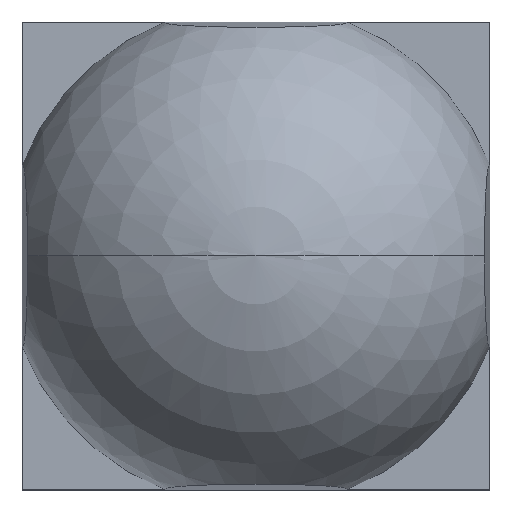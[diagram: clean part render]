
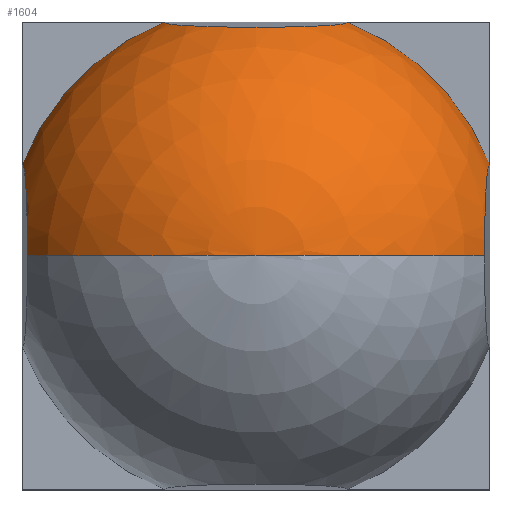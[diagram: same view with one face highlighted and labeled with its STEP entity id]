
A CAD part, top view. The second image highlights one B-rep face of the part: STEP entity #1604.
In plain terms, the highlighted spherical face has radius 1.85 mm.
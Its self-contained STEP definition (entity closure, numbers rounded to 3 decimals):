
#1405=CARTESIAN_POINT('',(1.72,0.09,0.));
#1406=DIRECTION('',(-0.999,-0.052,0.));
#1407=DIRECTION('',(0.007,-0.134,0.991));
#1408=AXIS2_PLACEMENT_3D('',#1405,#1406,#1407);
#1410=CARTESIAN_POINT('',(0.,0.,0.));
#1411=DIRECTION('',(0.,-1.,0.));
#1412=DIRECTION('',(0.932,0.,0.361));
#1413=AXIS2_PLACEMENT_3D('',#1410,#1411,#1412);
#1415=CARTESIAN_POINT('',(0.,0.09,1.72));
#1416=DIRECTION('',(0.,-0.052,-0.999));
#1417=DIRECTION('',(-0.991,-0.134,0.007));
#1418=AXIS2_PLACEMENT_3D('',#1415,#1416,#1417);
#1420=CARTESIAN_POINT('',(0.,0.,0.));
#1421=DIRECTION('',(0.,-1.,0.));
#1422=DIRECTION('',(-0.361,0.,0.932));
#1423=AXIS2_PLACEMENT_3D('',#1420,#1421,#1422);
#1425=CARTESIAN_POINT('',(-1.72,0.09,0.));
#1426=DIRECTION('',(0.999,-0.052,0.));
#1427=DIRECTION('',(0.052,0.999,0.));
#1428=AXIS2_PLACEMENT_3D('',#1425,#1426,#1427);
#1507=CARTESIAN_POINT('',(0.,0.,0.));
#1508=DIRECTION('',(0.,0.,1.));
#1509=DIRECTION('',(0.911,0.413,0.));
#1510=AXIS2_PLACEMENT_3D('',#1507,#1508,#1509);
#1512=CARTESIAN_POINT('',(0.,0.,0.));
#1513=DIRECTION('',(0.,0.,-1.));
#1514=DIRECTION('',(-0.911,0.413,0.));
#1515=AXIS2_PLACEMENT_3D('',#1512,#1513,#1514);
#1545=CARTESIAN_POINT('',(1.685,0.764,0.));
#1546=CARTESIAN_POINT('',(0.,1.85,0.));
#1547=VERTEX_POINT('',#1545);
#1548=VERTEX_POINT('',#1546);
#1549=CARTESIAN_POINT('',(-1.685,0.764,0.));
#1550=VERTEX_POINT('',#1549);
#1559=CARTESIAN_POINT('',(0.668,0.,1.725));
#1560=CARTESIAN_POINT('',(-0.668,0.,1.725));
#1561=VERTEX_POINT('',#1559);
#1562=VERTEX_POINT('',#1560);
#1563=CARTESIAN_POINT('',(-1.725,0.,0.668));
#1565=VERTEX_POINT('',#1563);
#1572=CARTESIAN_POINT('',(1.725,0.,0.668));
#1574=VERTEX_POINT('',#1572);
#1583=CARTESIAN_POINT('',(0.,0.,0.));
#1584=DIRECTION('',(0.,-1.,0.));
#1585=DIRECTION('',(-1.,0.,0.));
#1586=AXIS2_PLACEMENT_3D('',#1583,#1584,#1585);
#1587=SPHERICAL_SURFACE('',#1586,1.85);
#1589=ORIENTED_EDGE('',*,*,#1588,.F.);
#1591=ORIENTED_EDGE('',*,*,#1590,.T.);
#1593=ORIENTED_EDGE('',*,*,#1592,.F.);
#1595=ORIENTED_EDGE('',*,*,#1594,.T.);
#1597=ORIENTED_EDGE('',*,*,#1596,.F.);
#1599=ORIENTED_EDGE('',*,*,#1598,.T.);
#1601=ORIENTED_EDGE('',*,*,#1600,.F.);
#1602=EDGE_LOOP('',(#1589,#1591,#1593,#1595,#1597,#1599,#1601));
#1603=FACE_OUTER_BOUND('',#1602,.F.);
#1604=ADVANCED_FACE('',(#1603),#1587,.T.);
#1409=CIRCLE('',#1408,0.675);
#1414=CIRCLE('',#1413,1.85);
#1419=CIRCLE('',#1418,0.675);
#1424=CIRCLE('',#1423,1.85);
#1429=CIRCLE('',#1428,0.675);
#1511=CIRCLE('',#1510,1.85);
#1516=CIRCLE('',#1515,1.85);
#1588=EDGE_CURVE('',#1574,#1547,#1409,.T.);
#1590=EDGE_CURVE('',#1574,#1561,#1414,.T.);
#1592=EDGE_CURVE('',#1562,#1561,#1419,.T.);
#1594=EDGE_CURVE('',#1562,#1565,#1424,.T.);
#1596=EDGE_CURVE('',#1550,#1565,#1429,.T.);
#1598=EDGE_CURVE('',#1550,#1548,#1516,.T.);
#1600=EDGE_CURVE('',#1547,#1548,#1511,.T.);
